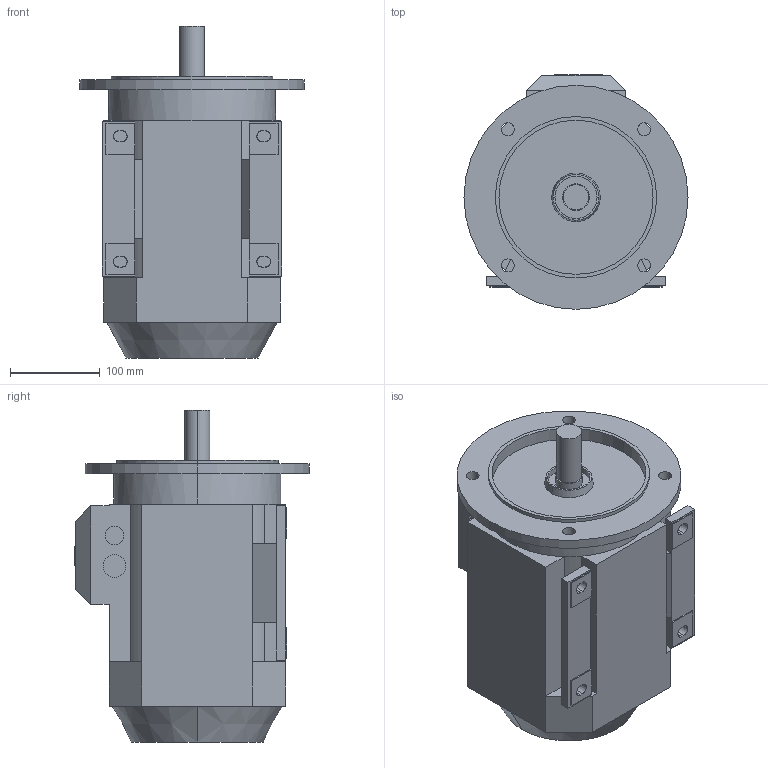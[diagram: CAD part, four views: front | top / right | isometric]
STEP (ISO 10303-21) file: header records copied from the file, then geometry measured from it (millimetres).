
FILE_DESCRIPTION(/* description */ (''),/* implementation_level */ '2;1');
FILE_NAME(/* name */ 'M3AA IE2 100LD B35.stp',/* time_stamp */ '2015-06-29T13:36:51+02:00',/* author */ (''),/* organization */ (''),/* preprocessor_version */ 'ST-DEVELOPER v14',/* originating_system */ 'SIEMENS PLM Software NX 8.0',/* authorisation */ '');
FILE_SCHEMA (('AUTOMOTIVE_DESIGN { 1 0 10303 214 3 1 1 1 }'));
Length unit declared in the file: millimetre
Products named in the file (1): CAD 3D M3AA-M2AA 100LD, IM B35 _E gener.__igs
Bounding box: 250 x 262 x 370.5 mm (x, y, z)
Volume: 10343630.3 mm3; surface area: 391544.5 mm2
Topology: 1 solids, 1 shells, 214 faces, 540 edges, 352 vertices
Faces by surface type: plane 156, cylinder 36, cone 12, bspline 10
Entity records: 6540 total; most frequent: CARTESIAN_POINT 1305, ORIENTED_EDGE 1080, DIRECTION 1034, EDGE_CURVE 540, LINE 416, VECTOR 416, VERTEX_POINT 352, AXIS2_PLACEMENT_3D 309
